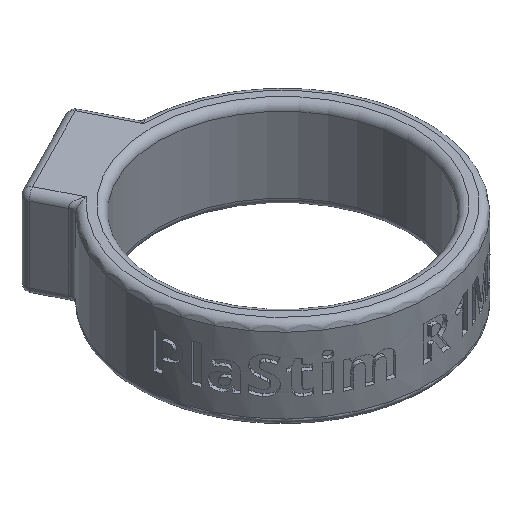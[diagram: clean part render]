
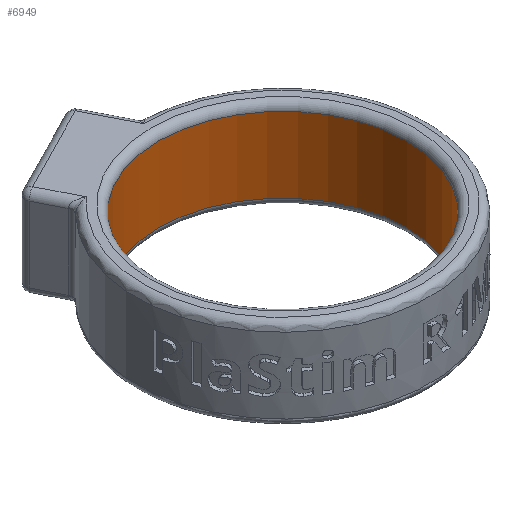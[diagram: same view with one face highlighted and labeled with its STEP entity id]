
A CAD part, isometric view. The second image highlights one B-rep face of the part: STEP entity #6949.
In plain terms, the highlighted cylindrical face has radius 16.5 mm (diameter 33 mm), a full revolution.
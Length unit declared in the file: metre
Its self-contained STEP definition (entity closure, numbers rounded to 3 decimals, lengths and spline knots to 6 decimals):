
#1438=CIRCLE('',#7422,0.0165);
#1439=CIRCLE('',#7424,0.0165);
#3508=ORIENTED_EDGE('',*,*,#4558,.T.);
#3509=ORIENTED_EDGE('',*,*,#4561,.F.);
#4558=EDGE_CURVE('',#5248,#5248,#1438,.T.);
#4561=EDGE_CURVE('',#5250,#5250,#1439,.T.);
#5248=VERTEX_POINT('',#13296);
#5250=VERTEX_POINT('',#13302);
#6053=EDGE_LOOP('',(#3508));
#6054=EDGE_LOOP('',(#3509));
#6486=FACE_BOUND('',#6053,.T.);
#6487=FACE_BOUND('',#6054,.T.);
#6562=CYLINDRICAL_SURFACE('',#7425,0.0165);
#6949=ADVANCED_FACE('',(#6486,#6487),#6562,.F.);
#7422=AXIS2_PLACEMENT_3D('',#13295,#8757,#8758);
#7424=AXIS2_PLACEMENT_3D('',#13301,#8763,#8764);
#7425=AXIS2_PLACEMENT_3D('',#13303,#8765,#8766);
#8757=DIRECTION('',(0.,0.,1.));
#8758=DIRECTION('',(1.,0.,0.));
#8763=DIRECTION('',(0.,0.,1.));
#8764=DIRECTION('',(1.,0.,0.));
#8765=DIRECTION('',(0.,0.,-1.));
#8766=DIRECTION('',(-1.,0.,0.));
#13295=CARTESIAN_POINT('',(0.,0.,0.005));
#13296=CARTESIAN_POINT('',(0.0165,0.,0.005));
#13301=CARTESIAN_POINT('',(0.,0.,-0.005));
#13302=CARTESIAN_POINT('',(0.0165,0.,-0.005));
#13303=CARTESIAN_POINT('',(0.,0.,0.005));
